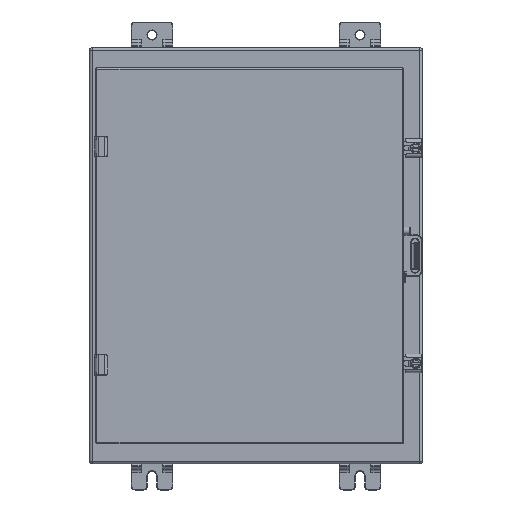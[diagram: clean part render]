
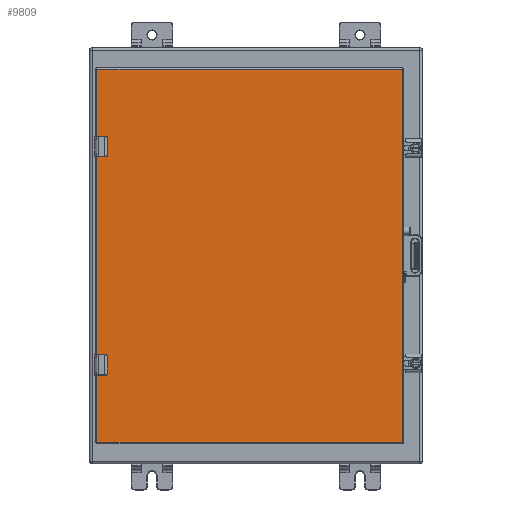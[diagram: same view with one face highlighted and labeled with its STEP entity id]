
A CAD part, top view. The second image highlights one B-rep face of the part: STEP entity #9809.
In plain terms, the highlighted planar face has unit normal (0, 0, 1).
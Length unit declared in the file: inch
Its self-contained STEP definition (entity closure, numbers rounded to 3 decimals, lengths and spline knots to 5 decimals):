
#298 = LINE ( 'NONE', #24401, #54070 ) ;
#1214 = VERTEX_POINT ( 'NONE', #55036 ) ;
#1313 = CARTESIAN_POINT ( 'NONE',  ( -7.2255, 4.93527, 5.068 ) ) ;
#1966 = DIRECTION ( 'NONE',  ( 1., 0., 0. ) ) ;
#2051 = CIRCLE ( 'NONE', #42608, 0.03 ) ;
#2088 = DIRECTION ( 'NONE',  ( 0., 0., -1. ) ) ;
#3164 = CARTESIAN_POINT ( 'NONE',  ( -7.6455, -4.90512, 5.068 ) ) ;
#3228 = CARTESIAN_POINT ( 'NONE',  ( -7.6455, 8.97138, 5.068 ) ) ;
#3344 = EDGE_CURVE ( 'NONE', #10616, #59964, #50421, .T. ) ;
#3587 = EDGE_CURVE ( 'NONE', #41063, #38940, #22676, .T. ) ;
#5126 = VECTOR ( 'NONE', #26408, 39.37008 ) ;
#5248 = LINE ( 'NONE', #14981, #62826 ) ;
#5422 = EDGE_CURVE ( 'NONE', #59964, #11840, #32076, .T. ) ;
#5497 = EDGE_CURVE ( 'NONE', #38940, #10616, #46635, .T. ) ;
#6178 = DIRECTION ( 'NONE',  ( 0., 0., -1. ) ) ;
#6315 = CARTESIAN_POINT ( 'NONE',  ( -0.3055, 0.00008, 5.068 ) ) ;
#6870 = AXIS2_PLACEMENT_3D ( 'NONE', #6315, #61598, #36569 ) ;
#6953 = FACE_OUTER_BOUND ( 'NONE', #35063, .T. ) ;
#7918 = EDGE_CURVE ( 'NONE', #16141, #39549, #5248, .T. ) ;
#8276 = CARTESIAN_POINT ( 'NONE',  ( -7.6455, -5.59512, 5.068 ) ) ;
#8502 = CARTESIAN_POINT ( 'NONE',  ( -7.6455, 0.00008, 5.068 ) ) ;
#8857 = ORIENTED_EDGE ( 'NONE', *, *, #3587, .T. ) ;
#9217 = ORIENTED_EDGE ( 'NONE', *, *, #21916, .F. ) ;
#9765 = DIRECTION ( 'NONE',  ( 1., 0., 0. ) ) ;
#9809 = ADVANCED_FACE ( 'NONE', ( #6953 ), #41770, .T. ) ;
#10616 = VERTEX_POINT ( 'NONE', #25529 ) ;
#11454 = CARTESIAN_POINT ( 'NONE',  ( -7.9055, 4.90527, 5.068 ) ) ;
#11840 = VERTEX_POINT ( 'NONE', #16804 ) ;
#12785 = DIRECTION ( 'NONE',  ( 0., -1., 0. ) ) ;
#12924 = VERTEX_POINT ( 'NONE', #44032 ) ;
#13125 = ORIENTED_EDGE ( 'NONE', *, *, #36427, .T. ) ;
#13756 = CARTESIAN_POINT ( 'NONE',  ( -7.6455, 0.00008, 5.068 ) ) ;
#14400 = EDGE_CURVE ( 'NONE', #60374, #41063, #58364, .T. ) ;
#14576 = CARTESIAN_POINT ( 'NONE',  ( -7.2255, 4.90527, 5.068 ) ) ;
#14601 = ORIENTED_EDGE ( 'NONE', *, *, #5497, .T. ) ;
#14807 = ORIENTED_EDGE ( 'NONE', *, *, #43732, .T. ) ;
#14836 = CARTESIAN_POINT ( 'NONE',  ( -0.3055, -4.90512, 5.068 ) ) ;
#14981 = CARTESIAN_POINT ( 'NONE',  ( -0.3055, 8.97138, 5.068 ) ) ;
#15542 = CARTESIAN_POINT ( 'NONE',  ( -7.6455, 5.59527, 5.068 ) ) ;
#15906 = DIRECTION ( 'NONE',  ( 1., 0., 0. ) ) ;
#16141 = VERTEX_POINT ( 'NONE', #42082 ) ;
#16804 = CARTESIAN_POINT ( 'NONE',  ( -7.2255, -5.59512, 5.068 ) ) ;
#17555 = VECTOR ( 'NONE', #57402, 39.37008 ) ;
#17588 = EDGE_CURVE ( 'NONE', #31677, #29996, #298, .T. ) ;
#17980 = CARTESIAN_POINT ( 'NONE',  ( -7.1955, 4.93527, 5.068 ) ) ;
#18241 = LINE ( 'NONE', #53104, #56100 ) ;
#18244 = VERTEX_POINT ( 'NONE', #29066 ) ;
#20562 = EDGE_CURVE ( 'NONE', #29996, #18244, #37333, .T. ) ;
#21307 = VECTOR ( 'NONE', #22502, 39.37008 ) ;
#21916 = EDGE_CURVE ( 'NONE', #39685, #32294, #34950, .T. ) ;
#22502 = DIRECTION ( 'NONE',  ( 0., -1., 0. ) ) ;
#22515 = VECTOR ( 'NONE', #31171, 39.37008 ) ;
#22676 = LINE ( 'NONE', #14836, #46224 ) ;
#24401 = CARTESIAN_POINT ( 'NONE',  ( -7.2255, 5.59527, 5.068 ) ) ;
#25139 = CARTESIAN_POINT ( 'NONE',  ( -7.6455, 0.00008, 5.068 ) ) ;
#25273 = VECTOR ( 'NONE', #40943, 39.37008 ) ;
#25391 = DIRECTION ( 'NONE',  ( -1., 0., 0. ) ) ;
#25529 = CARTESIAN_POINT ( 'NONE',  ( -7.1955, -4.93512, 5.068 ) ) ;
#26408 = DIRECTION ( 'NONE',  ( -1., 0., 0. ) ) ;
#26409 = EDGE_CURVE ( 'NONE', #12924, #64091, #2051, .T. ) ;
#27139 = ORIENTED_EDGE ( 'NONE', *, *, #3344, .T. ) ;
#28308 = ORIENTED_EDGE ( 'NONE', *, *, #17588, .T. ) ;
#29066 = CARTESIAN_POINT ( 'NONE',  ( -7.1955, 5.56527, 5.068 ) ) ;
#29996 = VERTEX_POINT ( 'NONE', #43154 ) ;
#31010 = AXIS2_PLACEMENT_3D ( 'NONE', #31875, #6178, #15906 ) ;
#31171 = DIRECTION ( 'NONE',  ( 0., 1., 0. ) ) ;
#31677 = VERTEX_POINT ( 'NONE', #15542 ) ;
#31816 = CARTESIAN_POINT ( 'NONE',  ( -7.2255, -4.90512, 5.068 ) ) ;
#31842 = EDGE_CURVE ( 'NONE', #1214, #16141, #55588, .T. ) ;
#31875 = CARTESIAN_POINT ( 'NONE',  ( -7.2255, -4.93512, 5.068 ) ) ;
#32076 = CIRCLE ( 'NONE', #57037, 0.03 ) ;
#32294 = VERTEX_POINT ( 'NONE', #8276 ) ;
#33263 = ORIENTED_EDGE ( 'NONE', *, *, #7918, .T. ) ;
#33569 = CARTESIAN_POINT ( 'NONE',  ( -7.6455, 4.90527, 5.068 ) ) ;
#33677 = VECTOR ( 'NONE', #37899, 39.37008 ) ;
#34521 = DIRECTION ( 'NONE',  ( 0., 0., -1. ) ) ;
#34950 = LINE ( 'NONE', #25139, #60361 ) ;
#35063 = EDGE_LOOP ( 'NONE', ( #27139, #49071, #41158, #9217, #39333, #53856, #33263, #14807, #28308, #36276, #13125, #55420, #47868, #61533, #8857, #14601 ) ) ;
#36276 = ORIENTED_EDGE ( 'NONE', *, *, #20562, .T. ) ;
#36381 = CARTESIAN_POINT ( 'NONE',  ( 7.0345, 0.00008, 5.068 ) ) ;
#36427 = EDGE_CURVE ( 'NONE', #18244, #12924, #48604, .T. ) ;
#36431 = VECTOR ( 'NONE', #12785, 39.37008 ) ;
#36569 = DIRECTION ( 'NONE',  ( 1., 0., 0. ) ) ;
#37333 = CIRCLE ( 'NONE', #56056, 0.03 ) ;
#37899 = DIRECTION ( 'NONE',  ( 0., -1., 0. ) ) ;
#38940 = VERTEX_POINT ( 'NONE', #31816 ) ;
#39333 = ORIENTED_EDGE ( 'NONE', *, *, #56176, .T. ) ;
#39549 = VERTEX_POINT ( 'NONE', #3228 ) ;
#39685 = VERTEX_POINT ( 'NONE', #63107 ) ;
#40943 = DIRECTION ( 'NONE',  ( 0., -1., 0. ) ) ;
#41063 = VERTEX_POINT ( 'NONE', #3164 ) ;
#41158 = ORIENTED_EDGE ( 'NONE', *, *, #56884, .T. ) ;
#41770 = PLANE ( 'NONE',  #6870 ) ;
#41782 = DIRECTION ( 'NONE',  ( 1., 0., 0. ) ) ;
#42082 = CARTESIAN_POINT ( 'NONE',  ( 7.0345, 8.97138, 5.068 ) ) ;
#42608 = AXIS2_PLACEMENT_3D ( 'NONE', #1313, #55701, #1966 ) ;
#43061 = CARTESIAN_POINT ( 'NONE',  ( -0.3055, -8.97122, 5.068 ) ) ;
#43154 = CARTESIAN_POINT ( 'NONE',  ( -7.2255, 5.59527, 5.068 ) ) ;
#43732 = EDGE_CURVE ( 'NONE', #39549, #31677, #57656, .T. ) ;
#44032 = CARTESIAN_POINT ( 'NONE',  ( -7.1955, 4.93527, 5.068 ) ) ;
#46147 = CARTESIAN_POINT ( 'NONE',  ( -7.1955, 0.00008, 5.068 ) ) ;
#46224 = VECTOR ( 'NONE', #48405, 39.37008 ) ;
#46635 = CIRCLE ( 'NONE', #31010, 0.03 ) ;
#47009 = CARTESIAN_POINT ( 'NONE',  ( -7.2255, 5.56527, 5.068 ) ) ;
#47868 = ORIENTED_EDGE ( 'NONE', *, *, #56713, .T. ) ;
#48321 = CARTESIAN_POINT ( 'NONE',  ( -7.1955, -5.56512, 5.068 ) ) ;
#48405 = DIRECTION ( 'NONE',  ( 1., 0., 0. ) ) ;
#48604 = LINE ( 'NONE', #17980, #36431 ) ;
#49071 = ORIENTED_EDGE ( 'NONE', *, *, #5422, .T. ) ;
#50421 = LINE ( 'NONE', #46147, #25273 ) ;
#53104 = CARTESIAN_POINT ( 'NONE',  ( -0.3055, -5.59512, 5.068 ) ) ;
#53856 = ORIENTED_EDGE ( 'NONE', *, *, #31842, .T. ) ;
#54070 = VECTOR ( 'NONE', #55013, 39.37008 ) ;
#54951 = DIRECTION ( 'NONE',  ( -1., 0., 0. ) ) ;
#55013 = DIRECTION ( 'NONE',  ( 1., 0., 0. ) ) ;
#55036 = CARTESIAN_POINT ( 'NONE',  ( 7.0345, -8.97122, 5.068 ) ) ;
#55420 = ORIENTED_EDGE ( 'NONE', *, *, #26409, .T. ) ;
#55427 = DIRECTION ( 'NONE',  ( 0., 1., 0. ) ) ;
#55588 = LINE ( 'NONE', #36381, #22515 ) ;
#55701 = DIRECTION ( 'NONE',  ( 0., 0., -1. ) ) ;
#56056 = AXIS2_PLACEMENT_3D ( 'NONE', #47009, #2088, #41782 ) ;
#56067 = LINE ( 'NONE', #11454, #5126 ) ;
#56100 = VECTOR ( 'NONE', #54951, 39.37008 ) ;
#56176 = EDGE_CURVE ( 'NONE', #39685, #1214, #62279, .T. ) ;
#56713 = EDGE_CURVE ( 'NONE', #64091, #60374, #56067, .T. ) ;
#56884 = EDGE_CURVE ( 'NONE', #11840, #32294, #18241, .T. ) ;
#57037 = AXIS2_PLACEMENT_3D ( 'NONE', #59241, #34521, #9765 ) ;
#57402 = DIRECTION ( 'NONE',  ( 1., 0., 0. ) ) ;
#57656 = LINE ( 'NONE', #8502, #21307 ) ;
#58364 = LINE ( 'NONE', #13756, #33677 ) ;
#59241 = CARTESIAN_POINT ( 'NONE',  ( -7.2255, -5.56512, 5.068 ) ) ;
#59964 = VERTEX_POINT ( 'NONE', #48321 ) ;
#60361 = VECTOR ( 'NONE', #55427, 39.37008 ) ;
#60374 = VERTEX_POINT ( 'NONE', #33569 ) ;
#61533 = ORIENTED_EDGE ( 'NONE', *, *, #14400, .T. ) ;
#61598 = DIRECTION ( 'NONE',  ( 0., 0., 1. ) ) ;
#62279 = LINE ( 'NONE', #43061, #17555 ) ;
#62826 = VECTOR ( 'NONE', #25391, 39.37008 ) ;
#63107 = CARTESIAN_POINT ( 'NONE',  ( -7.6455, -8.97122, 5.068 ) ) ;
#64091 = VERTEX_POINT ( 'NONE', #14576 ) ;
